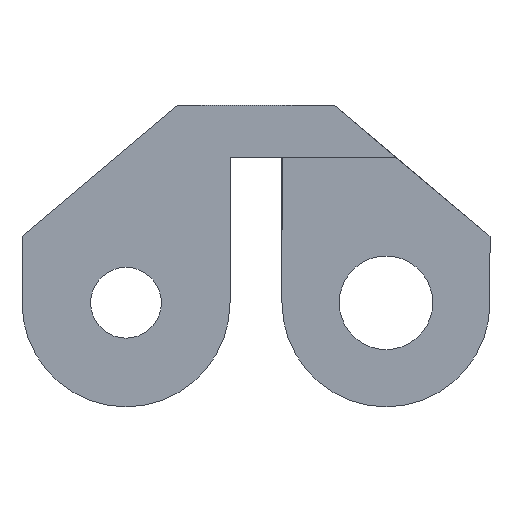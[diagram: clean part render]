
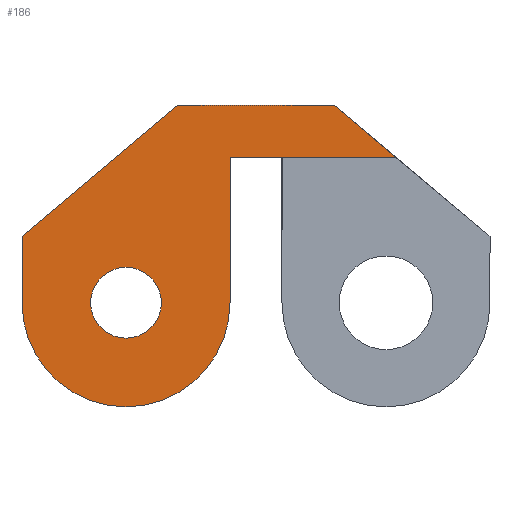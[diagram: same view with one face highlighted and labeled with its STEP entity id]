
A CAD part, front view. The second image highlights one B-rep face of the part: STEP entity #186.
In plain terms, the highlighted planar face has unit normal (0, -1, 0).
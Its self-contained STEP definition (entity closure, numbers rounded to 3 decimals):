
#16 = PLANE ( 'NONE',  #164 ) ;
#27 = CARTESIAN_POINT ( 'NONE',  ( -5., -6., -19. ) ) ;
#55 = LINE ( 'NONE', #705, #406 ) ;
#57 = DIRECTION ( 'NONE',  ( -0.766, 0., -0.643 ) ) ;
#59 = CIRCLE ( 'NONE', #514, 10. ) ;
#63 = CARTESIAN_POINT ( 'NONE',  ( -25., -6., -23.586 ) ) ;
#64 = ORIENTED_EDGE ( 'NONE', *, *, #638, .F. ) ;
#67 = EDGE_CURVE ( 'NONE', #83, #331, #281, .T. ) ;
#73 = VERTEX_POINT ( 'NONE', #642 ) ;
#80 = DIRECTION ( 'NONE',  ( 0., 1., 0. ) ) ;
#83 = VERTEX_POINT ( 'NONE', #211 ) ;
#91 = DIRECTION ( 'NONE',  ( 0.766, 0., -0.643 ) ) ;
#95 = ORIENTED_EDGE ( 'NONE', *, *, #392, .T. ) ;
#96 = CIRCLE ( 'NONE', #578, 10. ) ;
#101 = ORIENTED_EDGE ( 'NONE', *, *, #310, .T. ) ;
#109 = VECTOR ( 'NONE', #634, 1000. ) ;
#122 = CARTESIAN_POINT ( 'NONE',  ( -25., -6., -30. ) ) ;
#137 = CARTESIAN_POINT ( 'NONE',  ( -5., -6., -16. ) ) ;
#143 = DIRECTION ( 'NONE',  ( 0., 1., 0. ) ) ;
#148 = DIRECTION ( 'NONE',  ( 0., -1., 0. ) ) ;
#153 = CIRCLE ( 'NONE', #608, 3.4 ) ;
#162 = VECTOR ( 'NONE', #57, 1000. ) ;
#163 = DIRECTION ( 'NONE',  ( -1., 0., 0. ) ) ;
#164 = AXIS2_PLACEMENT_3D ( 'NONE', #403, #616, #293 ) ;
#183 = CARTESIAN_POINT ( 'NONE',  ( -15., -6., -30. ) ) ;
#186 = ADVANCED_FACE ( 'NONE', ( #463, #414 ), #16, .F. ) ;
#195 = EDGE_CURVE ( 'NONE', #569, #407, #59, .T. ) ;
#208 = EDGE_CURVE ( 'NONE', #220, #258, #390, .T. ) ;
#211 = CARTESIAN_POINT ( 'NONE',  ( 5., -6., -11. ) ) ;
#215 = ORIENTED_EDGE ( 'NONE', *, *, #208, .T. ) ;
#217 = LINE ( 'NONE', #525, #689 ) ;
#220 = VERTEX_POINT ( 'NONE', #412 ) ;
#249 = ORIENTED_EDGE ( 'NONE', *, *, #276, .T. ) ;
#250 = CIRCLE ( 'NONE', #488, 3.4 ) ;
#258 = VERTEX_POINT ( 'NONE', #137 ) ;
#262 = EDGE_LOOP ( 'NONE', ( #683, #663, #445, #64, #636, #101, #215, #321 ) ) ;
#268 = CARTESIAN_POINT ( 'NONE',  ( 0., -6., -11. ) ) ;
#275 = CARTESIAN_POINT ( 'NONE',  ( -15., -6., -40. ) ) ;
#276 = EDGE_CURVE ( 'NONE', #73, #516, #250, .T. ) ;
#281 = LINE ( 'NONE', #268, #109 ) ;
#293 = DIRECTION ( 'NONE',  ( 0., 0., 1. ) ) ;
#294 = LINE ( 'NONE', #639, #328 ) ;
#301 = DIRECTION ( 'NONE',  ( 0., 0., -1. ) ) ;
#304 = DIRECTION ( 'NONE',  ( 0., 0., 1. ) ) ;
#308 = CARTESIAN_POINT ( 'NONE',  ( -15., -6., -30. ) ) ;
#310 = EDGE_CURVE ( 'NONE', #407, #220, #96, .T. ) ;
#321 = ORIENTED_EDGE ( 'NONE', *, *, #690, .F. ) ;
#328 = VECTOR ( 'NONE', #163, 1000. ) ;
#331 = VERTEX_POINT ( 'NONE', #474 ) ;
#347 = EDGE_CURVE ( 'NONE', #83, #675, #217, .T. ) ;
#355 = CARTESIAN_POINT ( 'NONE',  ( -15., -6., -30. ) ) ;
#367 = DIRECTION ( 'NONE',  ( 0., 0., -1. ) ) ;
#384 = CARTESIAN_POINT ( 'NONE',  ( -8.071, -6., -9.381 ) ) ;
#390 = LINE ( 'NONE', #27, #446 ) ;
#392 = EDGE_CURVE ( 'NONE', #516, #73, #153, .T. ) ;
#403 = CARTESIAN_POINT ( 'NONE',  ( 0., -6., -19. ) ) ;
#404 = EDGE_CURVE ( 'NONE', #331, #610, #468, .T. ) ;
#406 = VECTOR ( 'NONE', #649, 1000. ) ;
#407 = VERTEX_POINT ( 'NONE', #275 ) ;
#412 = CARTESIAN_POINT ( 'NONE',  ( -5., -6., -30. ) ) ;
#414 = FACE_OUTER_BOUND ( 'NONE', #262, .T. ) ;
#440 = EDGE_LOOP ( 'NONE', ( #249, #95 ) ) ;
#445 = ORIENTED_EDGE ( 'NONE', *, *, #404, .T. ) ;
#446 = VECTOR ( 'NONE', #624, 1000. ) ;
#462 = DIRECTION ( 'NONE',  ( 0., -1., 0. ) ) ;
#463 = FACE_BOUND ( 'NONE', #440, .T. ) ;
#468 = LINE ( 'NONE', #384, #162 ) ;
#474 = CARTESIAN_POINT ( 'NONE',  ( -10., -6., -11. ) ) ;
#488 = AXIS2_PLACEMENT_3D ( 'NONE', #515, #143, #304 ) ;
#514 = AXIS2_PLACEMENT_3D ( 'NONE', #355, #462, #301 ) ;
#515 = CARTESIAN_POINT ( 'NONE',  ( -15., -6., -30. ) ) ;
#516 = VERTEX_POINT ( 'NONE', #556 ) ;
#525 = CARTESIAN_POINT ( 'NONE',  ( 6.005, -6., -11.843 ) ) ;
#556 = CARTESIAN_POINT ( 'NONE',  ( -15., -6., -33.4 ) ) ;
#569 = VERTEX_POINT ( 'NONE', #122 ) ;
#578 = AXIS2_PLACEMENT_3D ( 'NONE', #308, #148, #367 ) ;
#608 = AXIS2_PLACEMENT_3D ( 'NONE', #183, #80, #637 ) ;
#610 = VERTEX_POINT ( 'NONE', #63 ) ;
#616 = DIRECTION ( 'NONE',  ( 0., 1., 0. ) ) ;
#624 = DIRECTION ( 'NONE',  ( 0., 0., 1. ) ) ;
#634 = DIRECTION ( 'NONE',  ( -1., 0., 0. ) ) ;
#636 = ORIENTED_EDGE ( 'NONE', *, *, #195, .T. ) ;
#637 = DIRECTION ( 'NONE',  ( 0., 0., 1. ) ) ;
#638 = EDGE_CURVE ( 'NONE', #569, #610, #55, .T. ) ;
#639 = CARTESIAN_POINT ( 'NONE',  ( -5., -6., -16. ) ) ;
#642 = CARTESIAN_POINT ( 'NONE',  ( -15., -6., -26.6 ) ) ;
#649 = DIRECTION ( 'NONE',  ( 0., 0., 1. ) ) ;
#663 = ORIENTED_EDGE ( 'NONE', *, *, #67, .T. ) ;
#675 = VERTEX_POINT ( 'NONE', #702 ) ;
#683 = ORIENTED_EDGE ( 'NONE', *, *, #347, .F. ) ;
#689 = VECTOR ( 'NONE', #91, 1000. ) ;
#690 = EDGE_CURVE ( 'NONE', #675, #258, #294, .T. ) ;
#702 = CARTESIAN_POINT ( 'NONE',  ( 10.959, -6., -16. ) ) ;
#705 = CARTESIAN_POINT ( 'NONE',  ( -25., -6., -19. ) ) ;
